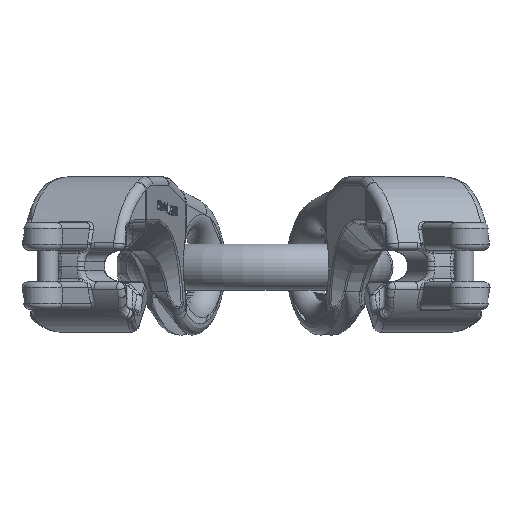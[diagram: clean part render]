
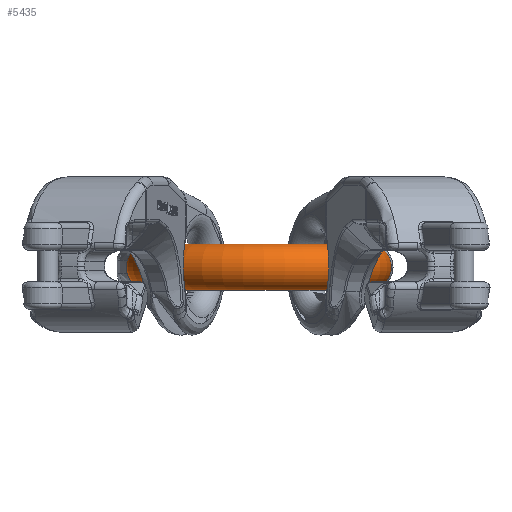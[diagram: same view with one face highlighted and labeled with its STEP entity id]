
A CAD part, front view. The second image highlights one B-rep face of the part: STEP entity #5435.
In plain terms, the highlighted toroidal (fillet/blend) face has major radius 38 mm and minor radius 8 mm.
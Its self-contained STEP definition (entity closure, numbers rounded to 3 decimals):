
#289=TOROIDAL_SURFACE('',#16952,38.,8.);
#5435=ADVANCED_FACE('',(#5711,#5712),#289,.T.);
#5711=FACE_BOUND('',#6691,.T.);
#5712=FACE_BOUND('',#6692,.T.);
#6691=EDGE_LOOP('',(#11303));
#6692=EDGE_LOOP('',(#11304));
#11303=ORIENTED_EDGE('',*,*,#15118,.T.);
#11304=ORIENTED_EDGE('',*,*,#15119,.F.);
#12802=VERTEX_POINT('',#34952);
#12803=VERTEX_POINT('',#34955);
#15118=EDGE_CURVE('',#12802,#12802,#15654,.T.);
#15119=EDGE_CURVE('',#12803,#12803,#15655,.T.);
#15654=CIRCLE('',#16944,8.);
#15655=CIRCLE('',#16946,8.);
#16944=AXIS2_PLACEMENT_3D('',#34951,#20321,#20322);
#16946=AXIS2_PLACEMENT_3D('',#34954,#20325,#20326);
#16952=AXIS2_PLACEMENT_3D('',#34964,#20337,#20338);
#20321=DIRECTION('',(0.,-1.,0.));
#20322=DIRECTION('',(0.,0.,1.));
#20325=DIRECTION('',(0.,1.,0.));
#20326=DIRECTION('',(0.,0.,1.));
#20337=DIRECTION('',(0.,0.,1.));
#20338=DIRECTION('',(1.,0.,0.));
#34951=CARTESIAN_POINT('',(-38.,-25.,0.));
#34952=CARTESIAN_POINT('',(-38.,-25.,8.));
#34954=CARTESIAN_POINT('',(38.,-25.,0.));
#34955=CARTESIAN_POINT('',(38.,-25.,8.));
#34964=CARTESIAN_POINT('',(0.,-25.,0.));
